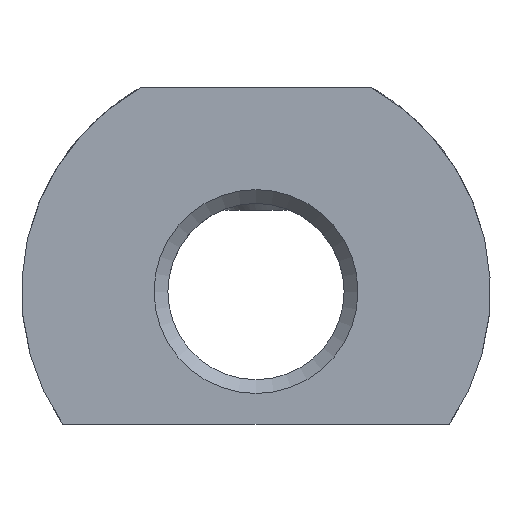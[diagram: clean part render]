
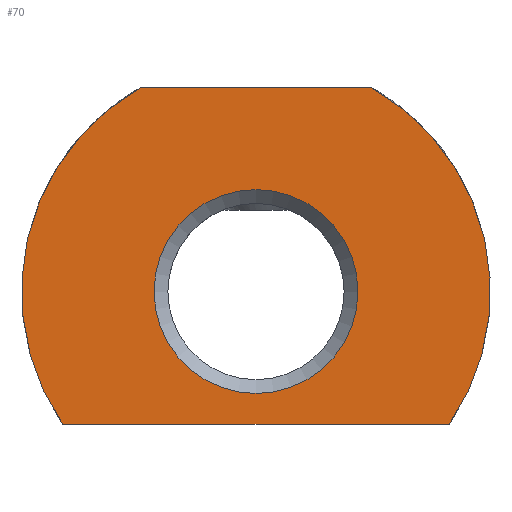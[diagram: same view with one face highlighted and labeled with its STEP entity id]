
A CAD part, top view. The second image highlights one B-rep face of the part: STEP entity #70.
In plain terms, the highlighted planar face has unit normal (0, 0, 1).
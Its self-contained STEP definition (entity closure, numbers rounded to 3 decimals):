
#70 = ADVANCED_FACE( '', ( #163, #164 ), #165, .T. );
#163 = FACE_BOUND( '', #290, .T. );
#164 = FACE_OUTER_BOUND( '', #291, .T. );
#165 = PLANE( '', #292 );
#290 = EDGE_LOOP( '', ( #441 ) );
#291 = EDGE_LOOP( '', ( #442, #443, #444, #445 ) );
#292 = AXIS2_PLACEMENT_3D( '', #446, #447, #448 );
#441 = ORIENTED_EDGE( '', *, *, #703, .T. );
#442 = ORIENTED_EDGE( '', *, *, #704, .T. );
#443 = ORIENTED_EDGE( '', *, *, #705, .T. );
#444 = ORIENTED_EDGE( '', *, *, #706, .T. );
#445 = ORIENTED_EDGE( '', *, *, #686, .T. );
#446 = CARTESIAN_POINT( '', ( 0., 0., 7.5 ) );
#447 = DIRECTION( '', ( 0., 0., 1. ) );
#448 = DIRECTION( '', ( 1., 0., 0. ) );
#686 = EDGE_CURVE( '', #805, #803, #806, .T. );
#703 = EDGE_CURVE( '', #832, #832, #833, .T. );
#704 = EDGE_CURVE( '', #803, #834, #835, .T. );
#705 = EDGE_CURVE( '', #834, #836, #837, .T. );
#706 = EDGE_CURVE( '', #836, #805, #838, .T. );
#803 = VERTEX_POINT( '', #983 );
#805 = VERTEX_POINT( '', #986 );
#806 = CIRCLE( '', #987, 23. );
#832 = VERTEX_POINT( '', #1035 );
#833 = CIRCLE( '', #1036, 10. );
#834 = VERTEX_POINT( '', #1037 );
#835 = LINE( '', #1038, #1039 );
#836 = VERTEX_POINT( '', #1040 );
#837 = CIRCLE( '', #1041, 23. );
#838 = LINE( '', #1042, #1043 );
#983 = CARTESIAN_POINT( '', ( 11.358, 20., 7.5 ) );
#986 = CARTESIAN_POINT( '', ( 18.974, -13., 7.5 ) );
#987 = AXIS2_PLACEMENT_3D( '', #1277, #1278, #1279 );
#1035 = CARTESIAN_POINT( '', ( -10., 0., 7.5 ) );
#1036 = AXIS2_PLACEMENT_3D( '', #1299, #1300, #1301 );
#1037 = CARTESIAN_POINT( '', ( -11.358, 20., 7.5 ) );
#1038 = CARTESIAN_POINT( '', ( 11.358, 20., 7.5 ) );
#1039 = VECTOR( '', #1302, 1000. );
#1040 = CARTESIAN_POINT( '', ( -18.974, -13., 7.5 ) );
#1041 = AXIS2_PLACEMENT_3D( '', #1303, #1304, #1305 );
#1042 = CARTESIAN_POINT( '', ( -18.974, -13., 7.5 ) );
#1043 = VECTOR( '', #1306, 1000. );
#1277 = CARTESIAN_POINT( '', ( 0., 0., 7.5 ) );
#1278 = DIRECTION( '', ( 0., 0., 1. ) );
#1279 = DIRECTION( '', ( 1., 0., 0. ) );
#1299 = CARTESIAN_POINT( '', ( 0., 0., 7.5 ) );
#1300 = DIRECTION( '', ( 0., 0., -1. ) );
#1301 = DIRECTION( '', ( -1., 0., 0. ) );
#1302 = DIRECTION( '', ( -1., 0., 0. ) );
#1303 = CARTESIAN_POINT( '', ( 0., 0., 7.5 ) );
#1304 = DIRECTION( '', ( 0., 0., 1. ) );
#1305 = DIRECTION( '', ( 1., 0., 0. ) );
#1306 = DIRECTION( '', ( 1., 0., 0. ) );
